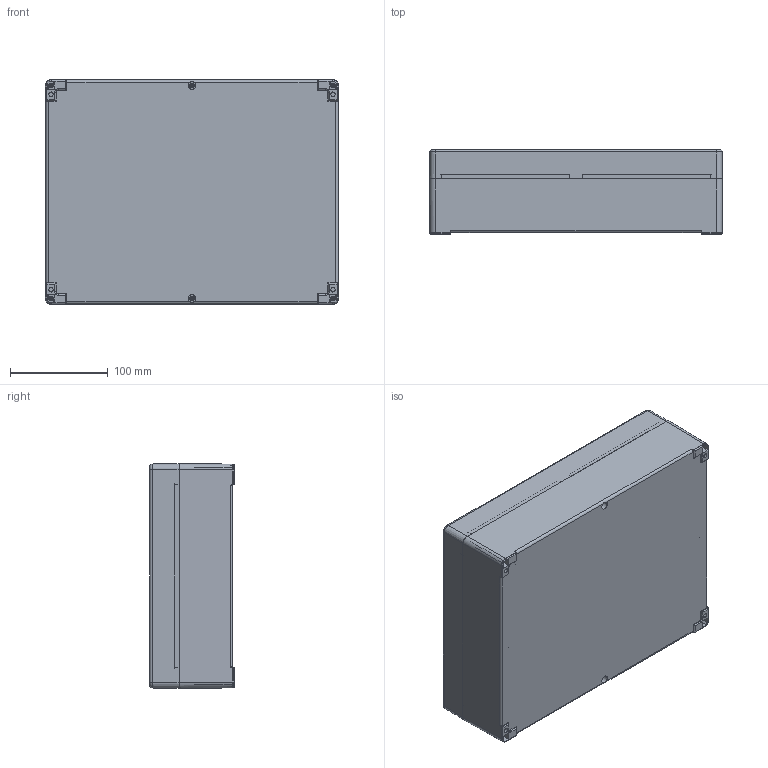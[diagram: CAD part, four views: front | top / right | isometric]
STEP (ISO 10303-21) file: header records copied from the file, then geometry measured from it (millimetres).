
FILE_DESCRIPTION (( 'STEP AP214' ), '1' );
FILE_NAME ('2366-3023-08-00.step', '2023-11-08T07:14:46', ( '' ), ( '' ), 'SwSTEP 2.0', 'SolidWorks 2019', '' );
FILE_SCHEMA (( 'AUTOMOTIVE_DESIGN' ));
Length unit declared in the file: millimetre
Products named in the file (5): Deckel^2366-3023-08-00; Deckelschraube_3,5x29,5; Unterteil^2366-3023-08-00; 2366-3023-08-00
Assembly tree (9 placements, depth 3):
  2366-3023-08-00
    2366-3023-08-00
      Deckelschraube_3,5x29,5  x6
      Unterteil^2366-3023-08-00
      Deckel^2366-3023-08-00
Bounding box: 300 x 86.5 x 230 mm (x, y, z)
Volume: 723343.7 mm3; surface area: 482032.6 mm2
Topology: 14 solids, 14 shells, 1001 faces, 2616 edges, 1636 vertices
Faces by surface type: plane 449, cylinder 280, cone 148, bspline 68, torus 32, sphere 24
Entity records: 27382 total; most frequent: CARTESIAN_POINT 9598, ORIENTED_EDGE 3574, DIRECTION 3519, EDGE_CURVE 1787, AXIS2_PLACEMENT_3D 1269, VERTEX_POINT 1133, VECTOR 981, LINE 981
